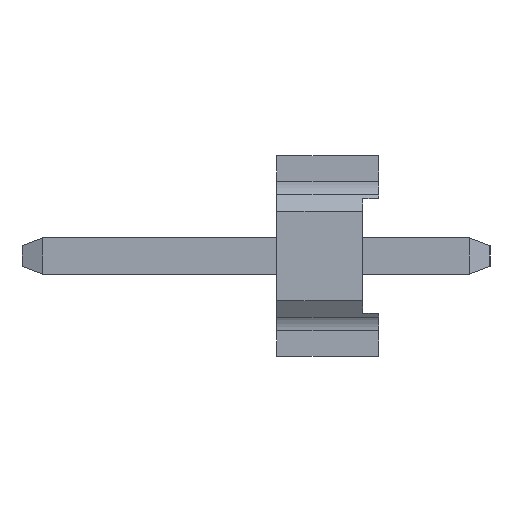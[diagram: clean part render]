
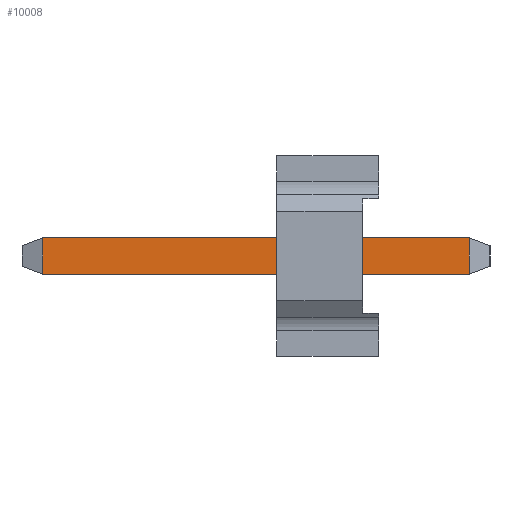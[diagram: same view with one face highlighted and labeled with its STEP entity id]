
A CAD part, left-side view. The second image highlights one B-rep face of the part: STEP entity #10008.
In plain terms, the highlighted planar face has unit normal (-1, 0, 0).
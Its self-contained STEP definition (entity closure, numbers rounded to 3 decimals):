
#9769=CARTESIAN_POINT('',(-0.57,-2.85,-0.57));
#9770=VERTEX_POINT('',#9769);
#9800=CARTESIAN_POINT('',(-0.57,10.55,-0.57));
#9801=VERTEX_POINT('',#9800);
#9802=CARTESIAN_POINT('',(-0.57,-2.85,-0.57));
#9803=DIRECTION('',(0.,1.,0.));
#9804=VECTOR('',#9803,13.4);
#9805=LINE('',#9802,#9804);
#9806=EDGE_CURVE('',#9770,#9801,#9805,.T.);
#9950=CARTESIAN_POINT('',(-0.57,-2.85,0.57));
#9951=VERTEX_POINT('',#9950);
#9976=CARTESIAN_POINT('',(-0.57,-2.85,0.57));
#9977=DIRECTION('',(0.,0.,-1.));
#9978=VECTOR('',#9977,1.14);
#9979=LINE('',#9976,#9978);
#9980=EDGE_CURVE('',#9951,#9770,#9979,.T.);
#9985=CARTESIAN_POINT('',(-0.57,-3.5,-0.57));
#9986=DIRECTION('',(0.,0.,1.));
#9987=DIRECTION('',(-1.,0.,0.));
#9988=AXIS2_PLACEMENT_3D('',#9985,#9987,#9986);
#9989=PLANE('',#9988);
#9990=ORIENTED_EDGE('',*,*,#9806,.F.);
#9991=ORIENTED_EDGE('',*,*,#9980,.F.);
#9992=CARTESIAN_POINT('',(-0.57,10.55,0.57));
#9993=VERTEX_POINT('',#9992);
#9994=CARTESIAN_POINT('',(-0.57,-2.85,0.57));
#9995=DIRECTION('',(0.,1.,0.));
#9996=VECTOR('',#9995,13.4);
#9997=LINE('',#9994,#9996);
#9998=EDGE_CURVE('',#9951,#9993,#9997,.T.);
#9999=ORIENTED_EDGE('',*,*,#9998,.T.);
#10000=CARTESIAN_POINT('',(-0.57,10.55,0.57));
#10001=DIRECTION('',(0.,0.,-1.));
#10002=VECTOR('',#10001,1.14);
#10003=LINE('',#10000,#10002);
#10004=EDGE_CURVE('',#9993,#9801,#10003,.T.);
#10005=ORIENTED_EDGE('',*,*,#10004,.T.);
#10006=EDGE_LOOP('',(#9990,#9991,#9999,#10005));
#10007=FACE_OUTER_BOUND('',#10006,.T.);
#10008=ADVANCED_FACE('',(#10007),#9989,.T.);
